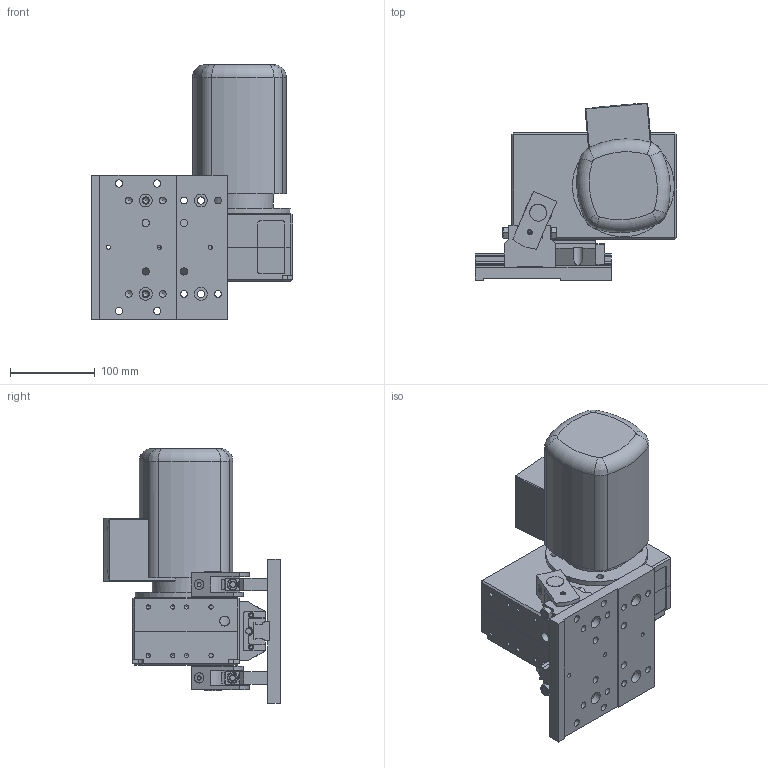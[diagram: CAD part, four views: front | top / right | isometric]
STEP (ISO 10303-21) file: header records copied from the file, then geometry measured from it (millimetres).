
FILE_DESCRIPTION((''),'2;1');
FILE_NAME('14658-110.stp','2006-11-07T12:29:49',('Krister'),(''),'Autodesk Inventor 11','Autodesk Inventor 11','');
FILE_SCHEMA(('AUTOMOTIVE_DESIGN { 1 0 10303 214 1 1 1 1 }'));
Length unit declared in the file: millimetre
Products named in the file (23): 14658-110; 14658-108; MEAB_MOVER; MEAB_MOVER-002; MEAB_MOVER-003; MEAB_MOVER-004; DIN 625 T1 - 6004 - 20 x 42 x 12; DIN 3760 - A - 20 x 32 x 7 - NBR; ISO 2338 - 8 h8 x 28; 56G4; 14658-107_MIR; 14658-102; NATV 6 PP; ISO 8735 - 6 x 28 - A; 14658-104; 14658-107; 14658-106; 14658-103; 14658-105; ISO 4032 - M8; BMB 25; BMB 25 - 160; 14658-207
Assembly tree (32 placements, depth 4):
  14658-110
    14658-108
      MEAB_MOVER
        MEAB_MOVER-002
        MEAB_MOVER-003
        MEAB_MOVER-004
        DIN 625 T1 - 6004 - 20 x 42 x 12  x2
        DIN 3760 - A - 20 x 32 x 7 - NBR  x2
        ISO 2338 - 8 h8 x 28  x2
        56G4
      14658-107_MIR
        14658-102
        NATV 6 PP
        ISO 8735 - 6 x 28 - A
        14658-104
      14658-107
        14658-102
        NATV 6 PP
        ISO 8735 - 6 x 28 - A
        14658-104
      14658-106  x2
        14658-103
        14658-105
        ISO 4032 - M8
      BMB 25
      BMB 25 - 160
    14658-207
Bounding box: 236.91 x 207.87 x 300 mm (x, y, z)
Volume: 4418502.7 mm3; surface area: 493664.3 mm2
Topology: 61 solids, 63 shells, 972 faces, 2428 edges, 1576 vertices
Faces by surface type: plane 492, cylinder 276, cone 94, bspline 56, sphere 30, torus 24
Full cylindrical faces by diameter (mm): 3.242 x2, 3.5 x4, 4.3 x2, 4.917 x29, 5 x2, 6 x12, 6.5 x6, 6.647 x20, 6.8 x3, 7 x5, 8 x30, 8.5 x12, 9 x1, 11 x5, 11.8 x3, 12.05 x2, 14 x4, 15 x4, 19 x2, 19.9 x2, 20 x8, 24.2 x2, 27.172 x4, 28.5 x2, 30 x1, 32 x4, 34.828 x4, 42 x4, 60 x1, 80 x3
Entity records: 22606 total; most frequent: CARTESIAN_POINT 4962, DIRECTION 3718, ORIENTED_EDGE 3112, EDGE_CURVE 1556, AXIS2_PLACEMENT_3D 1430, VERTEX_POINT 1142, EDGE_LOOP 1138, VECTOR 858
